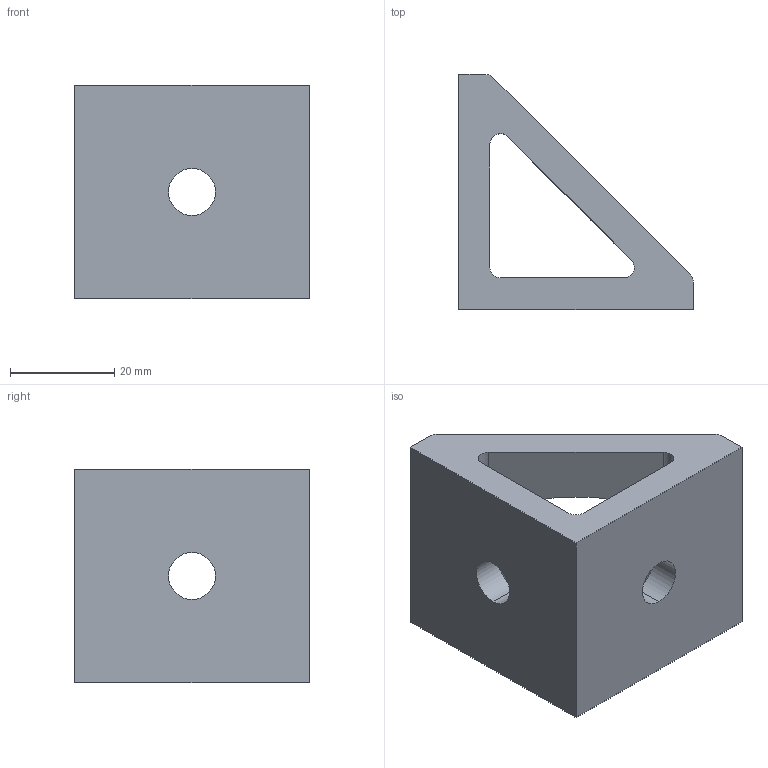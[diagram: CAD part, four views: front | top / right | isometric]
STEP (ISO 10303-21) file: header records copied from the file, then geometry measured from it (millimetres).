
FILE_DESCRIPTION (( 'STEP AP203' ), '1' );
FILE_NAME ('148912.step', '2021-06-03T16:08:56', ( '' ), ( '' ), 'SwSTEP 2.0', 'SolidWorks 2021', '' );
FILE_SCHEMA (( 'CONFIG_CONTROL_DESIGN' ));
Length unit declared in the file: millimetre
Products named in the file (1): 148912
Bounding box: 45 x 45 x 41 mm (x, y, z)
Volume: 29342 mm3; surface area: 11421.3 mm2
Topology: 1 solids, 1 shells, 27 faces, 72 edges, 47 vertices
Faces by surface type: cylinder 17, plane 10
Entity records: 1005 total; most frequent: CARTESIAN_POINT 260, ORIENTED_EDGE 144, DIRECTION 133, EDGE_CURVE 72, AXIS2_PLACEMENT_3D 48, VERTEX_POINT 47, LINE 37, VECTOR 37
